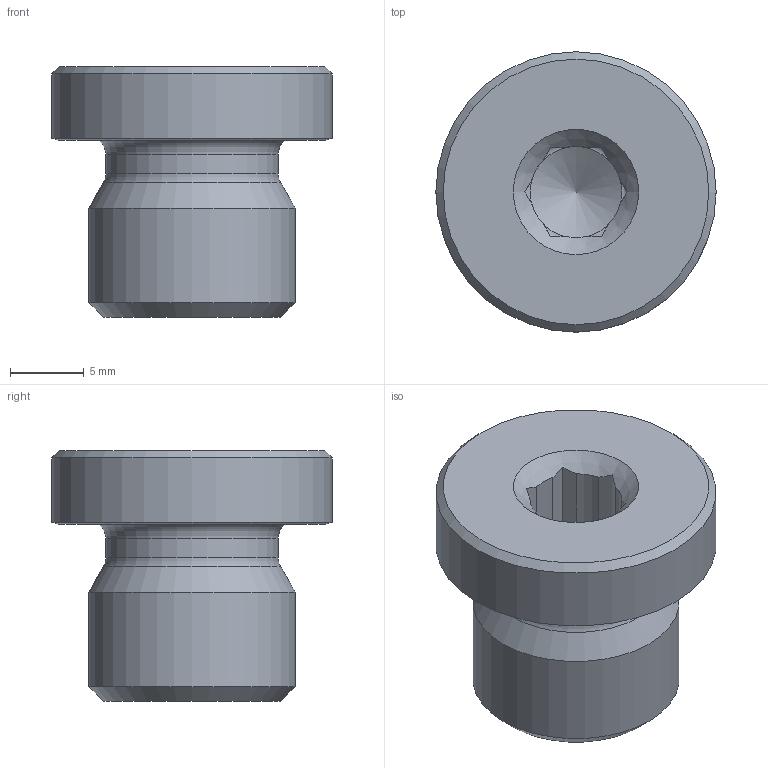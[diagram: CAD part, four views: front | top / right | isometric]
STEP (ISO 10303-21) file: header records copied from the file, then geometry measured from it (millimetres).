
FILE_DESCRIPTION((''),'2;1');
FILE_NAME('7200114.stp','2014-10-07T09:57:10',(''),('KNOMI spol. s r. o.'),'Autodesk Inventor 2012','Autodesk Inventor 2012','');
FILE_SCHEMA(('AUTOMOTIVE_DESIGN { 1 2 10303 214 0 1 1 1 }'));
Length unit declared in the file: millimetre
Products named in the file (1): ZKB M14x1
Bounding box: 19 x 19 x 17 mm (x, y, z)
Volume: 2688.5 mm3; surface area: 1579.6 mm2
Topology: 1 solids, 1 shells, 35 faces, 89 edges, 56 vertices
Faces by surface type: plane 14, cylinder 10, cone 7, torus 4
Full cylindrical faces by diameter (mm): 7.2 x1, 11.7 x1, 14 x1, 19 x1
Entity records: 980 total; most frequent: CARTESIAN_POINT 240, DIRECTION 144, ORIENTED_EDGE 138, EDGE_CURVE 69, AXIS2_PLACEMENT_3D 63, VERTEX_POINT 51, EDGE_LOOP 50, FACE_OUTER_BOUND 35
